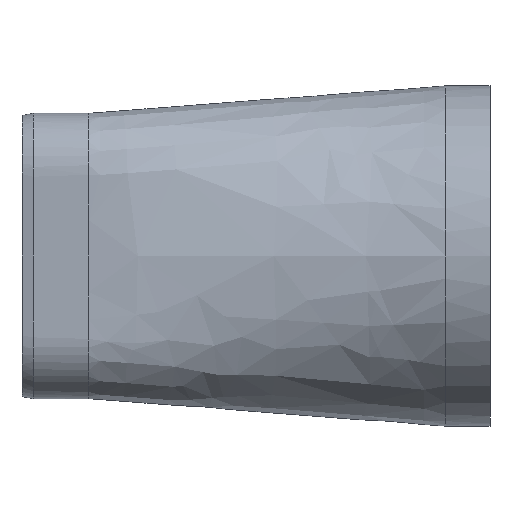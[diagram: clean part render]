
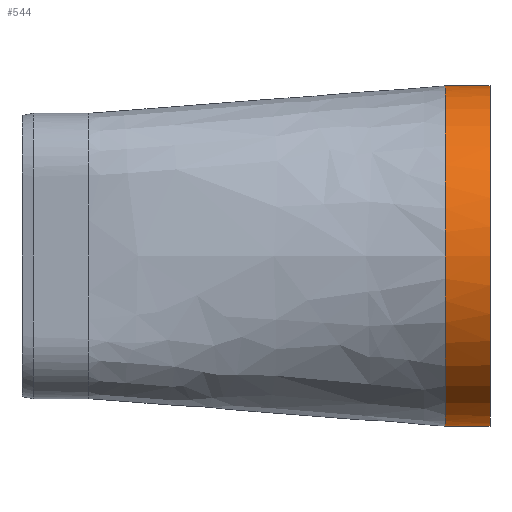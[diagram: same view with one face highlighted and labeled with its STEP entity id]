
A CAD part, front view. The second image highlights one B-rep face of the part: STEP entity #544.
In plain terms, the highlighted cylindrical face has radius 76.35 mm (diameter 152.7 mm), a partial arc.
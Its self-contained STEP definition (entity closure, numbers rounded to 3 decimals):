
#22=CIRCLE('',#583,76.35);
#23=CIRCLE('',#584,76.35);
#24=CIRCLE('',#585,76.35);
#25=CIRCLE('',#586,76.35);
#26=CIRCLE('',#587,76.35);
#27=CIRCLE('',#588,76.35);
#28=CIRCLE('',#589,76.35);
#30=CYLINDRICAL_SURFACE('',#582,76.35);
#78=FACE_OUTER_BOUND('',#102,.T.);
#102=EDGE_LOOP('',(#463,#464,#465,#466,#467,#468,#469,#470,#471));
#173=LINE('',#7848,#193);
#174=LINE('',#7852,#194);
#193=VECTOR('',#638,10.);
#194=VECTOR('',#641,10.);
#252=VERTEX_POINT('',#7844);
#253=VERTEX_POINT('',#7845);
#254=VERTEX_POINT('',#7847);
#255=VERTEX_POINT('',#7849);
#256=VERTEX_POINT('',#7851);
#257=VERTEX_POINT('',#7853);
#258=VERTEX_POINT('',#7855);
#259=VERTEX_POINT('',#7857);
#260=VERTEX_POINT('',#7859);
#330=EDGE_CURVE('',#252,#253,#22,.T.);
#331=EDGE_CURVE('',#252,#254,#173,.T.);
#332=EDGE_CURVE('',#254,#255,#23,.T.);
#333=EDGE_CURVE('',#256,#255,#174,.T.);
#334=EDGE_CURVE('',#257,#256,#24,.T.);
#335=EDGE_CURVE('',#258,#257,#25,.T.);
#336=EDGE_CURVE('',#259,#258,#26,.T.);
#337=EDGE_CURVE('',#260,#259,#27,.T.);
#338=EDGE_CURVE('',#253,#260,#28,.T.);
#463=ORIENTED_EDGE('',*,*,#330,.F.);
#464=ORIENTED_EDGE('',*,*,#331,.T.);
#465=ORIENTED_EDGE('',*,*,#332,.T.);
#466=ORIENTED_EDGE('',*,*,#333,.F.);
#467=ORIENTED_EDGE('',*,*,#334,.F.);
#468=ORIENTED_EDGE('',*,*,#335,.F.);
#469=ORIENTED_EDGE('',*,*,#336,.F.);
#470=ORIENTED_EDGE('',*,*,#337,.F.);
#471=ORIENTED_EDGE('',*,*,#338,.F.);
#544=ADVANCED_FACE('',(#78),#30,.T.);
#582=AXIS2_PLACEMENT_3D('',#7843,#634,#635);
#583=AXIS2_PLACEMENT_3D('',#7846,#636,#637);
#584=AXIS2_PLACEMENT_3D('',#7850,#639,#640);
#585=AXIS2_PLACEMENT_3D('',#7854,#642,#643);
#586=AXIS2_PLACEMENT_3D('',#7856,#644,#645);
#587=AXIS2_PLACEMENT_3D('',#7858,#646,#647);
#588=AXIS2_PLACEMENT_3D('',#7860,#648,#649);
#589=AXIS2_PLACEMENT_3D('',#7861,#650,#651);
#634=DIRECTION('center_axis',(-1.,0.,0.));
#635=DIRECTION('ref_axis',(0.,0.,-1.));
#636=DIRECTION('center_axis',(-1.,0.,0.));
#637=DIRECTION('ref_axis',(0.,1.,0.));
#638=DIRECTION('',(1.,0.,0.));
#639=DIRECTION('center_axis',(-1.,0.,0.));
#640=DIRECTION('ref_axis',(0.,0.,-1.));
#641=DIRECTION('',(1.,0.,0.));
#642=DIRECTION('center_axis',(-1.,0.,0.));
#643=DIRECTION('ref_axis',(0.,1.,0.));
#644=DIRECTION('center_axis',(-1.,0.,0.));
#645=DIRECTION('ref_axis',(0.,1.,0.));
#646=DIRECTION('center_axis',(-1.,0.,0.));
#647=DIRECTION('ref_axis',(0.,1.,0.));
#648=DIRECTION('center_axis',(-1.,0.,0.));
#649=DIRECTION('ref_axis',(0.,1.,0.));
#650=DIRECTION('center_axis',(-1.,0.,0.));
#651=DIRECTION('ref_axis',(0.,1.,0.));
#7843=CARTESIAN_POINT('Origin',(160.,0.,0.));
#7844=CARTESIAN_POINT('',(160.,0.,-76.35));
#7845=CARTESIAN_POINT('',(160.,-27.306,-71.3));
#7846=CARTESIAN_POINT('Origin',(160.,0.,0.));
#7847=CARTESIAN_POINT('',(180.,0.,-76.35));
#7848=CARTESIAN_POINT('',(160.,0.,-76.35));
#7849=CARTESIAN_POINT('',(180.,0.,76.35));
#7850=CARTESIAN_POINT('Origin',(180.,0.,0.));
#7851=CARTESIAN_POINT('',(160.,0.,76.35));
#7852=CARTESIAN_POINT('',(160.,0.,76.35));
#7853=CARTESIAN_POINT('',(160.,-27.306,71.3));
#7854=CARTESIAN_POINT('Origin',(160.,0.,0.));
#7855=CARTESIAN_POINT('',(160.,-58.084,49.554));
#7856=CARTESIAN_POINT('Origin',(160.,0.,0.));
#7857=CARTESIAN_POINT('',(160.,-76.35,0.));
#7858=CARTESIAN_POINT('Origin',(160.,0.,0.));
#7859=CARTESIAN_POINT('',(160.,-65.64,-38.996));
#7860=CARTESIAN_POINT('Origin',(160.,0.,0.));
#7861=CARTESIAN_POINT('Origin',(160.,0.,0.));
